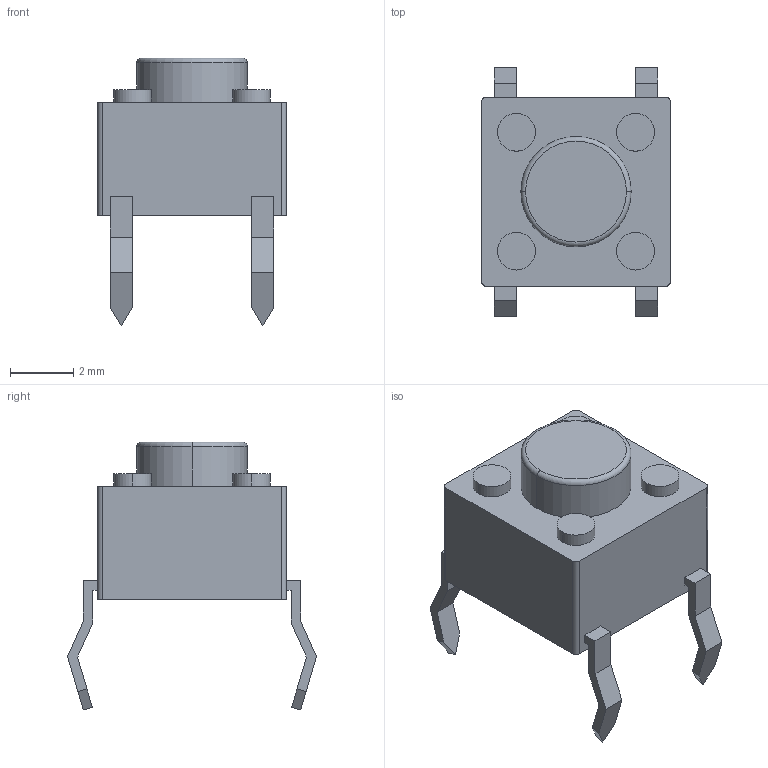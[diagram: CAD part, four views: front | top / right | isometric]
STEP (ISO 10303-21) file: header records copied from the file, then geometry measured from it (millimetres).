
FILE_DESCRIPTION (( 'STEP AP214' ), '1' );
FILE_NAME ('TACTILE-PTH.STEP', '2015-08-24T23:23:56', ( '' ), ( '' ), 'SwSTEP 2.0', 'SolidWorks 2014', '' );
FILE_SCHEMA (( 'AUTOMOTIVE_DESIGN' ));
Length unit declared in the file: millimetre
Products named in the file (1): TACTILE-PTH
Bounding box: 5.99 x 7.9 x 8.5 mm (x, y, z)
Volume: 147.8 mm3; surface area: 210.9 mm2
Topology: 1 solids, 1 shells, 79 faces, 202 edges, 134 vertices
Faces by surface type: plane 63, cylinder 14, torus 2
Entity records: 2703 total; most frequent: CARTESIAN_POINT 416, ORIENTED_EDGE 404, DIRECTION 394, EDGE_CURVE 202, LINE 170, VECTOR 170, VERTEX_POINT 134, AXIS2_PLACEMENT_3D 112
